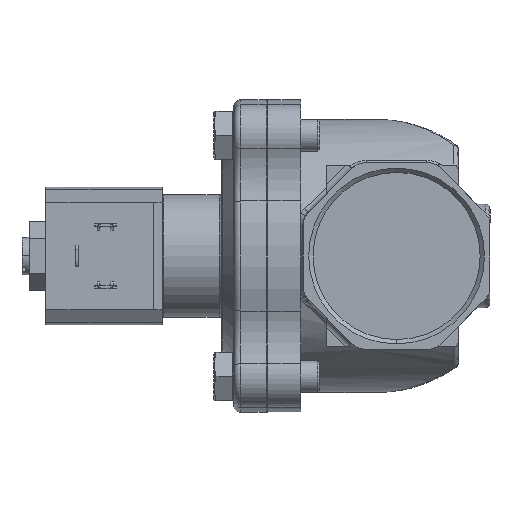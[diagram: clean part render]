
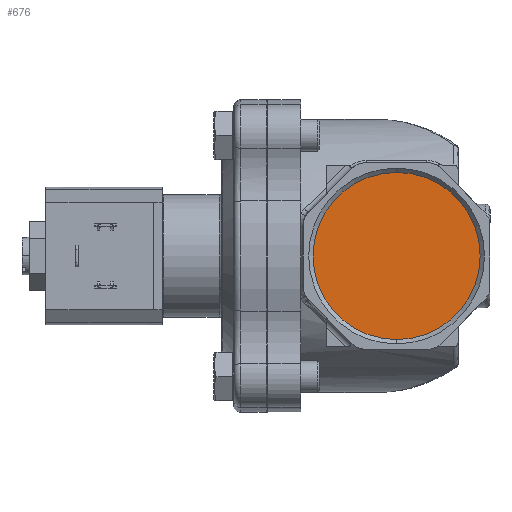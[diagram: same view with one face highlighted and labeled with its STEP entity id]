
A CAD part, left-side view. The second image highlights one B-rep face of the part: STEP entity #676.
In plain terms, the highlighted planar face has unit normal (-1, 0, 0).
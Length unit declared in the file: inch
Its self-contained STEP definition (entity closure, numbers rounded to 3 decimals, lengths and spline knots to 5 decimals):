
#676 = ADVANCED_FACE ( 'NONE', ( #14390 ), #21609, .T. ) ;
#1570 = CARTESIAN_POINT ( 'NONE',  ( -0.9155, -1.495, 0. ) ) ;
#3568 = CARTESIAN_POINT ( 'NONE',  ( -0.9155, -1.495, 0. ) ) ;
#3681 = DIRECTION ( 'NONE',  ( 0., 0., 1. ) ) ;
#4837 = CARTESIAN_POINT ( 'NONE',  ( -0.9155, -1.495, 0.9685 ) ) ;
#6072 = EDGE_LOOP ( 'NONE', ( #12614, #15164 ) ) ;
#7121 = VERTEX_POINT ( 'NONE', #4837 ) ;
#7740 = EDGE_CURVE ( 'NONE', #11551, #7121, #19392, .T. ) ;
#8009 = AXIS2_PLACEMENT_3D ( 'NONE', #3568, #14269, #3681 ) ;
#10840 = CIRCLE ( 'NONE', #20877, 0.9685 ) ;
#10867 = DIRECTION ( 'NONE',  ( -1., 0., 0. ) ) ;
#11551 = VERTEX_POINT ( 'NONE', #18372 ) ;
#11777 = EDGE_CURVE ( 'NONE', #7121, #11551, #10840, .T. ) ;
#12397 = DIRECTION ( 'NONE',  ( 0., 0., 1. ) ) ;
#12614 = ORIENTED_EDGE ( 'NONE', *, *, #11777, .T. ) ;
#14269 = DIRECTION ( 'NONE',  ( -1., 0., 0. ) ) ;
#14390 = FACE_OUTER_BOUND ( 'NONE', #6072, .T. ) ;
#15164 = ORIENTED_EDGE ( 'NONE', *, *, #7740, .T. ) ;
#18194 = DIRECTION ( 'NONE',  ( 0., 0., 1. ) ) ;
#18372 = CARTESIAN_POINT ( 'NONE',  ( -0.9155, -1.495, -0.9685 ) ) ;
#19373 = AXIS2_PLACEMENT_3D ( 'NONE', #1570, #10867, #18194 ) ;
#19392 = CIRCLE ( 'NONE', #19373, 0.9685 ) ;
#20877 = AXIS2_PLACEMENT_3D ( 'NONE', #21360, #21243, #12397 ) ;
#21243 = DIRECTION ( 'NONE',  ( -1., 0., 0. ) ) ;
#21360 = CARTESIAN_POINT ( 'NONE',  ( -0.9155, -1.495, 0. ) ) ;
#21609 = PLANE ( 'NONE',  #8009 ) ;
